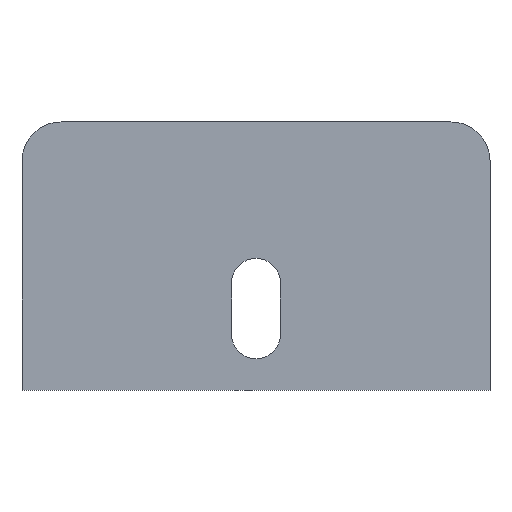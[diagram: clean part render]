
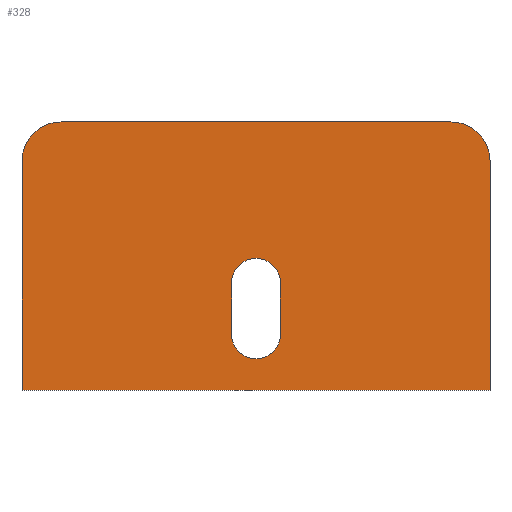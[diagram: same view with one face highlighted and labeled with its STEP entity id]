
A CAD part, top view. The second image highlights one B-rep face of the part: STEP entity #328.
In plain terms, the highlighted planar face has unit normal (0, 0, 1).
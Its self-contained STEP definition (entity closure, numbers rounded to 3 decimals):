
#20 = LINE ( 'NONE', #83, #268 ) ;
#21 = DIRECTION ( 'NONE',  ( 0., 0., 1. ) ) ;
#25 = CARTESIAN_POINT ( 'NONE',  ( 48., -27.5, 1.5 ) ) ;
#31 = DIRECTION ( 'NONE',  ( 0., 1., 0. ) ) ;
#34 = AXIS2_PLACEMENT_3D ( 'NONE', #258, #222, #424 ) ;
#35 = VERTEX_POINT ( 'NONE', #255 ) ;
#53 = VECTOR ( 'NONE', #88, 1000. ) ;
#55 = ORIENTED_EDGE ( 'NONE', *, *, #76, .T. ) ;
#60 = ORIENTED_EDGE ( 'NONE', *, *, #364, .T. ) ;
#64 = DIRECTION ( 'NONE',  ( 1., 0., 0. ) ) ;
#66 = VERTEX_POINT ( 'NONE', #325 ) ;
#72 = ORIENTED_EDGE ( 'NONE', *, *, #221, .F. ) ;
#73 = VECTOR ( 'NONE', #31, 1000. ) ;
#74 = CARTESIAN_POINT ( 'NONE',  ( 48., -27.5, 1.5 ) ) ;
#76 = EDGE_CURVE ( 'NONE', #308, #351, #239, .T. ) ;
#83 = CARTESIAN_POINT ( 'NONE',  ( 5., -16.1, 1.5 ) ) ;
#86 = CARTESIAN_POINT ( 'NONE',  ( -48., -27.5, 1.5 ) ) ;
#87 = ORIENTED_EDGE ( 'NONE', *, *, #421, .T. ) ;
#88 = DIRECTION ( 'NONE',  ( 0., -1., 0. ) ) ;
#91 = LINE ( 'NONE', #86, #53 ) ;
#93 = FACE_BOUND ( 'NONE', #281, .T. ) ;
#96 = VERTEX_POINT ( 'NONE', #184 ) ;
#98 = CARTESIAN_POINT ( 'NONE',  ( 48., 27.5, 1.5 ) ) ;
#104 = VERTEX_POINT ( 'NONE', #387 ) ;
#105 = VERTEX_POINT ( 'NONE', #295 ) ;
#106 = EDGE_CURVE ( 'NONE', #105, #159, #210, .T. ) ;
#124 = CARTESIAN_POINT ( 'NONE',  ( -5., -16.1, 1.5 ) ) ;
#132 = LINE ( 'NONE', #74, #147 ) ;
#134 = DIRECTION ( 'NONE',  ( 1., 0., 0. ) ) ;
#142 = AXIS2_PLACEMENT_3D ( 'NONE', #355, #219, #251 ) ;
#145 = AXIS2_PLACEMENT_3D ( 'NONE', #271, #417, #134 ) ;
#147 = VECTOR ( 'NONE', #64, 1000. ) ;
#159 = VERTEX_POINT ( 'NONE', #218 ) ;
#163 = PLANE ( 'NONE',  #232 ) ;
#174 = AXIS2_PLACEMENT_3D ( 'NONE', #296, #21, #433 ) ;
#178 = VECTOR ( 'NONE', #313, 1000. ) ;
#184 = CARTESIAN_POINT ( 'NONE',  ( 48., -27.5, 1.5 ) ) ;
#187 = CIRCLE ( 'NONE', #145, 8. ) ;
#207 = DIRECTION ( 'NONE',  ( 0., -1., 0. ) ) ;
#210 = CIRCLE ( 'NONE', #34, 5. ) ;
#218 = CARTESIAN_POINT ( 'NONE',  ( -5., -5.5, 1.5 ) ) ;
#219 = DIRECTION ( 'NONE',  ( 0., 0., 1. ) ) ;
#221 = EDGE_CURVE ( 'NONE', #329, #66, #253, .T. ) ;
#222 = DIRECTION ( 'NONE',  ( 0., 0., 1. ) ) ;
#223 = CARTESIAN_POINT ( 'NONE',  ( 48., 19.5, 1.5 ) ) ;
#232 = AXIS2_PLACEMENT_3D ( 'NONE', #369, #443, #233 ) ;
#233 = DIRECTION ( 'NONE',  ( 1., 0., 0. ) ) ;
#235 = CARTESIAN_POINT ( 'NONE',  ( 40., 27.5, 1.5 ) ) ;
#239 = CIRCLE ( 'NONE', #142, 8. ) ;
#241 = VERTEX_POINT ( 'NONE', #269 ) ;
#251 = DIRECTION ( 'NONE',  ( 1., 0., 0. ) ) ;
#252 = EDGE_CURVE ( 'NONE', #66, #105, #20, .T. ) ;
#253 = CIRCLE ( 'NONE', #174, 5. ) ;
#255 = CARTESIAN_POINT ( 'NONE',  ( -40., 27.5, 1.5 ) ) ;
#256 = EDGE_CURVE ( 'NONE', #241, #104, #91, .T. ) ;
#258 = CARTESIAN_POINT ( 'NONE',  ( 0., -5.5, 1.5 ) ) ;
#268 = VECTOR ( 'NONE', #303, 1000. ) ;
#269 = CARTESIAN_POINT ( 'NONE',  ( -48., 19.5, 1.5 ) ) ;
#271 = CARTESIAN_POINT ( 'NONE',  ( -40., 19.5, 1.5 ) ) ;
#281 = EDGE_LOOP ( 'NONE', ( #401, #72, #332, #444 ) ) ;
#282 = ORIENTED_EDGE ( 'NONE', *, *, #371, .T. ) ;
#295 = CARTESIAN_POINT ( 'NONE',  ( 5., -5.5, 1.5 ) ) ;
#296 = CARTESIAN_POINT ( 'NONE',  ( 0., -16.1, 1.5 ) ) ;
#303 = DIRECTION ( 'NONE',  ( 0., 1., 0. ) ) ;
#308 = VERTEX_POINT ( 'NONE', #223 ) ;
#310 = ORIENTED_EDGE ( 'NONE', *, *, #404, .T. ) ;
#313 = DIRECTION ( 'NONE',  ( -1., 0., 0. ) ) ;
#325 = CARTESIAN_POINT ( 'NONE',  ( 5., -16.1, 1.5 ) ) ;
#328 = ADVANCED_FACE ( 'NONE', ( #372, #93 ), #163, .T. ) ;
#329 = VERTEX_POINT ( 'NONE', #124 ) ;
#332 = ORIENTED_EDGE ( 'NONE', *, *, #436, .F. ) ;
#335 = LINE ( 'NONE', #25, #73 ) ;
#343 = CARTESIAN_POINT ( 'NONE',  ( -5., -16.1, 1.5 ) ) ;
#344 = EDGE_LOOP ( 'NONE', ( #60, #55, #310, #282, #407, #87 ) ) ;
#351 = VERTEX_POINT ( 'NONE', #235 ) ;
#355 = CARTESIAN_POINT ( 'NONE',  ( 40., 19.5, 1.5 ) ) ;
#363 = VECTOR ( 'NONE', #207, 1000. ) ;
#364 = EDGE_CURVE ( 'NONE', #96, #308, #335, .T. ) ;
#369 = CARTESIAN_POINT ( 'NONE',  ( 0., 0., 1.5 ) ) ;
#371 = EDGE_CURVE ( 'NONE', #35, #241, #187, .T. ) ;
#372 = FACE_OUTER_BOUND ( 'NONE', #344, .T. ) ;
#384 = LINE ( 'NONE', #98, #178 ) ;
#387 = CARTESIAN_POINT ( 'NONE',  ( -48., -27.5, 1.5 ) ) ;
#401 = ORIENTED_EDGE ( 'NONE', *, *, #252, .F. ) ;
#404 = EDGE_CURVE ( 'NONE', #351, #35, #384, .T. ) ;
#407 = ORIENTED_EDGE ( 'NONE', *, *, #256, .T. ) ;
#414 = LINE ( 'NONE', #343, #363 ) ;
#417 = DIRECTION ( 'NONE',  ( 0., 0., 1. ) ) ;
#421 = EDGE_CURVE ( 'NONE', #104, #96, #132, .T. ) ;
#424 = DIRECTION ( 'NONE',  ( 1., 0., 0. ) ) ;
#433 = DIRECTION ( 'NONE',  ( 1., 0., 0. ) ) ;
#436 = EDGE_CURVE ( 'NONE', #159, #329, #414, .T. ) ;
#443 = DIRECTION ( 'NONE',  ( 0., 0., 1. ) ) ;
#444 = ORIENTED_EDGE ( 'NONE', *, *, #106, .F. ) ;
